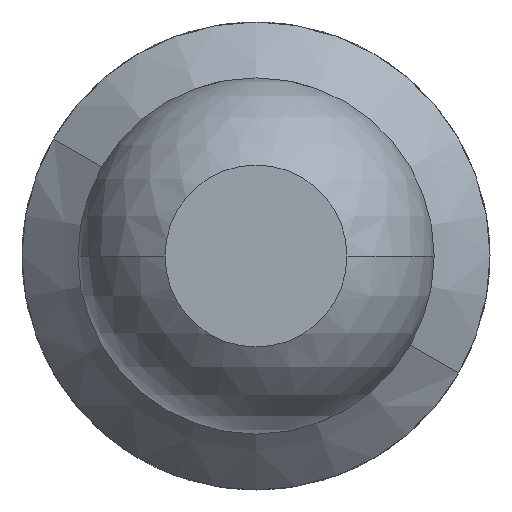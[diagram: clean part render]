
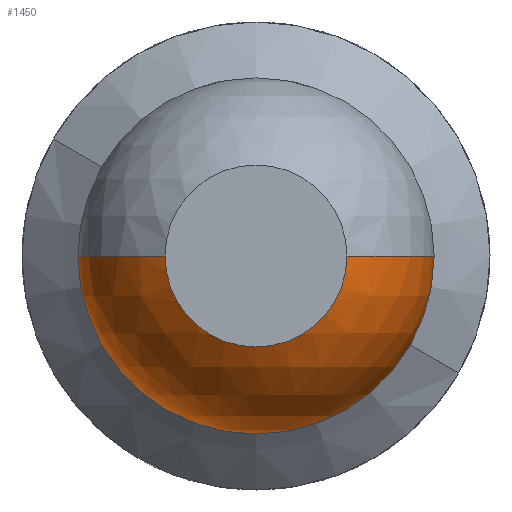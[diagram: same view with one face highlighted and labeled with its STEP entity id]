
A CAD part, front view. The second image highlights one B-rep face of the part: STEP entity #1450.
In plain terms, the highlighted spherical face has radius 0.685 mm.
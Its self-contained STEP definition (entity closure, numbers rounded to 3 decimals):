
#134 = DIRECTION ( 'NONE',  ( -1., 0., 0. ) ) ;
#231 = CARTESIAN_POINT ( 'NONE',  ( -0.685, -29.411, 0. ) ) ;
#242 = DIRECTION ( 'NONE',  ( 0., -1., 0. ) ) ;
#295 = EDGE_CURVE ( 'Defeature ausgef�hrt1_34+Defeature ausgef�hrt1_32+Defeature ausgef�hrt1_32+Defeature ausgef�hrt1_32', #4296, #3445, #3579, .T. ) ;
#366 = AXIS2_PLACEMENT_3D ( 'NONE', #3121, #2351, #2369 ) ;
#458 = EDGE_CURVE ( 'Defeature ausgef�hrt1_34+Defeature ausgef�hrt1_32+Defeature ausgef�hrt1_32+Defeature ausgef�hrt1_32', #3445, #2063, #2262, .T. ) ;
#576 = CARTESIAN_POINT ( 'NONE',  ( 0.35, -30., 0. ) ) ;
#624 = DIRECTION ( 'NONE',  ( 0., 0., -1. ) ) ;
#711 = CIRCLE ( 'NONE', #4661, 0.685 ) ;
#802 = ORIENTED_EDGE ( 'NONE', *, *, #2311, .F. ) ;
#804 = EDGE_CURVE ( 'NONE', #2063, #3963, #4445, .T. ) ;
#940 = AXIS2_PLACEMENT_3D ( 'NONE', #4550, #2343, #134 ) ;
#947 = CARTESIAN_POINT ( 'NONE',  ( 0., -30., 0. ) ) ;
#989 = AXIS2_PLACEMENT_3D ( 'NONE', #947, #1620, #3116 ) ;
#1056 = AXIS2_PLACEMENT_3D ( 'NONE', #2456, #242, #624 ) ;
#1067 = DIRECTION ( 'NONE',  ( 0., 0., 1. ) ) ;
#1106 = DIRECTION ( 'NONE',  ( 1., 0., 0. ) ) ;
#1253 = ORIENTED_EDGE ( 'NONE', *, *, #804, .F. ) ;
#1450 = ADVANCED_FACE ( 'Defeature ausgef�hrt1_32', ( #2034 ), #2142, .T. ) ;
#1620 = DIRECTION ( 'NONE',  ( 0., -1., 0. ) ) ;
#1674 = VERTEX_POINT ( 'NONE', #231 ) ;
#1838 = ORIENTED_EDGE ( 'NONE', *, *, #2532, .T. ) ;
#1843 = ORIENTED_EDGE ( 'NONE', *, *, #2648, .F. ) ;
#2034 = FACE_OUTER_BOUND ( 'NONE', #4554, .T. ) ;
#2063 = VERTEX_POINT ( 'NONE', #576 ) ;
#2115 = CARTESIAN_POINT ( 'NONE',  ( 0., -29.411, -0.685 ) ) ;
#2142 = SPHERICAL_SURFACE ( 'NONE', #366, 0.685 ) ;
#2262 = CIRCLE ( 'NONE', #1056, 0.35 ) ;
#2311 = EDGE_CURVE ( 'Defeature ausgef�hrt1_33+Defeature ausgef�hrt1_32+Defeature ausgef�hrt1_32+Defeature ausgef�hrt1_32', #2348, #1674, #3370, .T. ) ;
#2343 = DIRECTION ( 'NONE',  ( 0., 0., -1. ) ) ;
#2348 = VERTEX_POINT ( 'NONE', #2115 ) ;
#2351 = DIRECTION ( 'NONE',  ( 0., 0., -1. ) ) ;
#2369 = DIRECTION ( 'NONE',  ( 1., 0., 0. ) ) ;
#2456 = CARTESIAN_POINT ( 'NONE',  ( 0., -30., 0. ) ) ;
#2532 = EDGE_CURVE ( 'NONE', #4296, #1674, #2641, .T. ) ;
#2550 = CARTESIAN_POINT ( 'NONE',  ( -0.35, -30., 0. ) ) ;
#2641 = CIRCLE ( 'NONE', #940, 0.685 ) ;
#2648 = EDGE_CURVE ( 'Defeature ausgef�hrt1_33+Defeature ausgef�hrt1_32+Defeature ausgef�hrt1_32+Defeature ausgef�hrt1_32', #3963, #2348, #711, .T. ) ;
#2896 = CARTESIAN_POINT ( 'NONE',  ( 0., -29.411, 0. ) ) ;
#3116 = DIRECTION ( 'NONE',  ( 0., 0., -1. ) ) ;
#3121 = CARTESIAN_POINT ( 'NONE',  ( 0., -29.411, 0. ) ) ;
#3160 = DIRECTION ( 'NONE',  ( 0., 1., 0. ) ) ;
#3212 = CARTESIAN_POINT ( 'NONE',  ( 0., -29.411, 0. ) ) ;
#3214 = CARTESIAN_POINT ( 'NONE',  ( 0., -30., -0.35 ) ) ;
#3370 = CIRCLE ( 'NONE', #3976, 0.685 ) ;
#3445 = VERTEX_POINT ( 'NONE', #3214 ) ;
#3579 = CIRCLE ( 'NONE', #989, 0.35 ) ;
#3963 = VERTEX_POINT ( 'NONE', #4126 ) ;
#3976 = AXIS2_PLACEMENT_3D ( 'NONE', #3212, #3160, #4662 ) ;
#3985 = DIRECTION ( 'NONE',  ( 0., 1., 0. ) ) ;
#3993 = ORIENTED_EDGE ( 'NONE', *, *, #458, .F. ) ;
#3997 = DIRECTION ( 'NONE',  ( 0., 0., 1. ) ) ;
#4126 = CARTESIAN_POINT ( 'NONE',  ( 0.685, -29.411, 0. ) ) ;
#4190 = AXIS2_PLACEMENT_3D ( 'NONE', #4417, #3997, #1106 ) ;
#4203 = ORIENTED_EDGE ( 'NONE', *, *, #295, .F. ) ;
#4296 = VERTEX_POINT ( 'NONE', #2550 ) ;
#4417 = CARTESIAN_POINT ( 'NONE',  ( 0., -29.411, 0. ) ) ;
#4445 = CIRCLE ( 'NONE', #4190, 0.685 ) ;
#4550 = CARTESIAN_POINT ( 'NONE',  ( 0., -29.411, 0. ) ) ;
#4554 = EDGE_LOOP ( 'NONE', ( #4203, #1838, #802, #1843, #1253, #3993 ) ) ;
#4661 = AXIS2_PLACEMENT_3D ( 'NONE', #2896, #3985, #1067 ) ;
#4662 = DIRECTION ( 'NONE',  ( 0., 0., 1. ) ) ;
